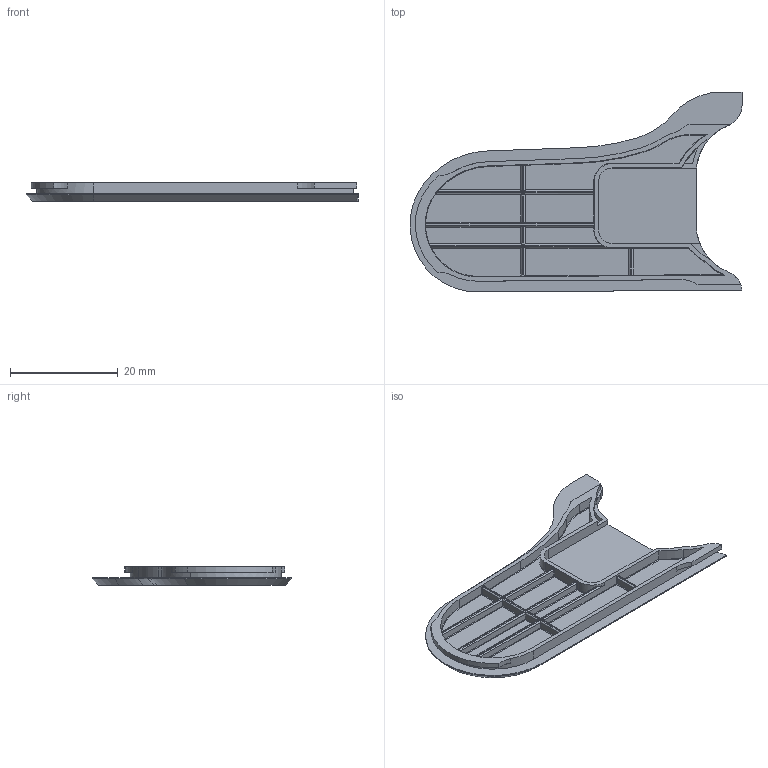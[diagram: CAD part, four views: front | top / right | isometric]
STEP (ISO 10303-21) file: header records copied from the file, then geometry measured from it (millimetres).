
FILE_DESCRIPTION(/* description */ (''),/* implementation_level */ '2;1');
FILE_NAME(/* name */ 'CART LAT DX 690 UL 12ga.stp',/* time_stamp */ '2021-05-24T13:22:45+02:00',/* author */ (''),/* organization */ (''),/* preprocessor_version */ 'ST-DEVELOPER v16',/* originating_system */ 'SIEMENS PLM Software NX 11.0',/* authorisation */ '');
FILE_SCHEMA (('AUTOMOTIVE_DESIGN { 1 0 10303 214 3 1 1 1 }'));
Length unit declared in the file: millimetre
Products named in the file (1): sava204CF57Alfrq
Bounding box: 61.59 x 37.1 x 3.4 mm (x, y, z)
Volume: 2444.3 mm3; surface area: 4288.6 mm2
Topology: 1 solids, 1 shells, 248 faces, 644 edges, 383 vertices
Faces by surface type: cylinder 128, plane 65, bspline 25, torus 21, cone 5, sphere 4
Entity records: 8052 total; most frequent: CARTESIAN_POINT 1994, DIRECTION 1340, ORIENTED_EDGE 1256, EDGE_CURVE 628, AXIS2_PLACEMENT_3D 522, VERTEX_POINT 383, LINE 296, VECTOR 296
